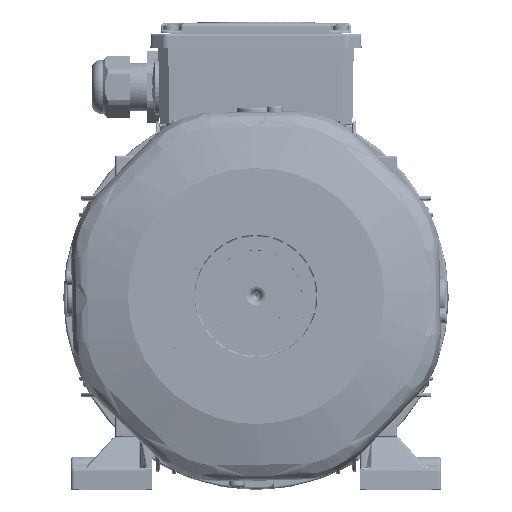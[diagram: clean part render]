
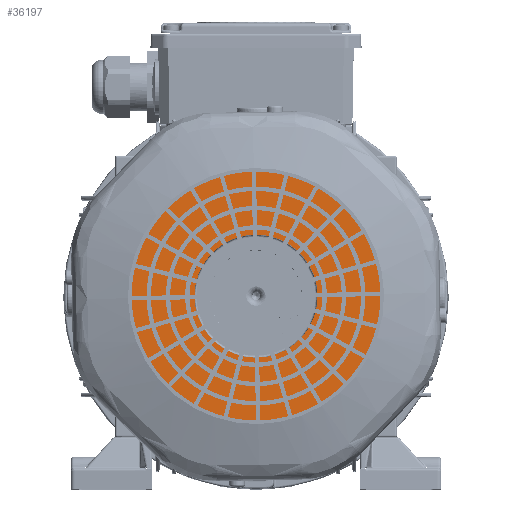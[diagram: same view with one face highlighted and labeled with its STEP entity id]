
A CAD part, top view. The second image highlights one B-rep face of the part: STEP entity #36197.
In plain terms, the highlighted planar face has unit normal (0, 0, 1).
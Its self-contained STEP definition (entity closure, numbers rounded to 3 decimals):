
#4574=FACE_BOUND('',#47958,.T.);
#4575=FACE_BOUND('',#47959,.T.);
#13014=PLANE('',#120210);
#36197=ADVANCED_FACE('',(#4574,#4575),#13014,.T.);
#47958=EDGE_LOOP('',(#70885));
#47959=EDGE_LOOP('',(#70886));
#70885=ORIENTED_EDGE('',*,*,#103892,.T.);
#70886=ORIENTED_EDGE('',*,*,#103889,.T.);
#87612=VERTEX_POINT('',#209251);
#87615=VERTEX_POINT('',#209259);
#103889=EDGE_CURVE('',#87612,#87612,#111964,.T.);
#103892=EDGE_CURVE('',#87615,#87615,#111967,.T.);
#111964=CIRCLE('',#120204,31.93);
#111967=CIRCLE('',#120209,75.5);
#120204=AXIS2_PLACEMENT_3D('',#209250,#140480,#140481);
#120209=AXIS2_PLACEMENT_3D('',#209258,#140490,#140491);
#120210=AXIS2_PLACEMENT_3D('',#209260,#140492,#140493);
#140480=DIRECTION('',(0.,0.,-1.));
#140481=DIRECTION('',(1.,0.,0.));
#140490=DIRECTION('',(0.,0.,1.));
#140491=DIRECTION('',(1.,0.,0.));
#140492=DIRECTION('',(0.,0.,1.));
#140493=DIRECTION('',(1.,0.,0.));
#209250=CARTESIAN_POINT('',(0.,0.,341.85));
#209251=CARTESIAN_POINT('',(31.93,0.,341.85));
#209258=CARTESIAN_POINT('',(0.,0.,341.85));
#209259=CARTESIAN_POINT('',(75.5,0.,341.85));
#209260=CARTESIAN_POINT('',(0.,0.,341.85));
